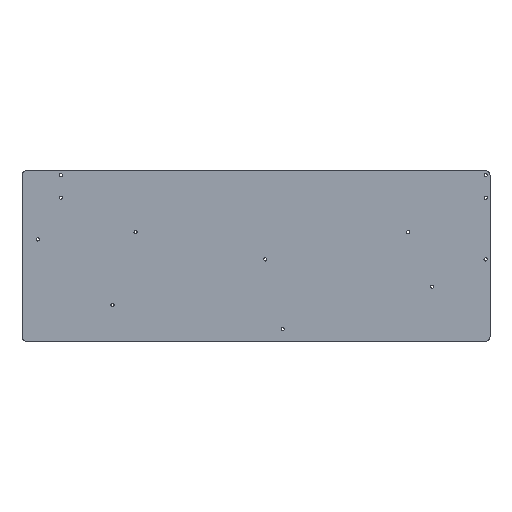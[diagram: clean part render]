
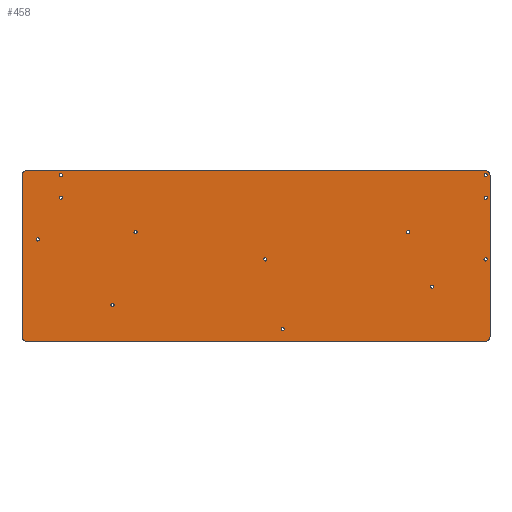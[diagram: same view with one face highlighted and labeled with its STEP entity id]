
A CAD part, top view. The second image highlights one B-rep face of the part: STEP entity #458.
In plain terms, the highlighted planar face has unit normal (0, 0, 1).
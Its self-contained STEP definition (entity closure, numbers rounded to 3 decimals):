
#27=FACE_BOUND('',#101,.T.);
#28=FACE_BOUND('',#102,.T.);
#29=FACE_BOUND('',#103,.T.);
#30=FACE_BOUND('',#104,.T.);
#31=FACE_BOUND('',#105,.T.);
#32=FACE_BOUND('',#106,.T.);
#33=FACE_BOUND('',#107,.T.);
#34=FACE_BOUND('',#108,.T.);
#35=FACE_BOUND('',#109,.T.);
#36=FACE_BOUND('',#110,.T.);
#37=FACE_BOUND('',#111,.T.);
#38=FACE_BOUND('',#112,.T.);
#44=PLANE('',#526);
#66=FACE_OUTER_BOUND('',#100,.T.);
#100=EDGE_LOOP('',(#401,#402,#403,#404,#405,#406,#407,#408));
#101=EDGE_LOOP('',(#409));
#102=EDGE_LOOP('',(#410));
#103=EDGE_LOOP('',(#411));
#104=EDGE_LOOP('',(#412));
#105=EDGE_LOOP('',(#413));
#106=EDGE_LOOP('',(#414));
#107=EDGE_LOOP('',(#415));
#108=EDGE_LOOP('',(#416));
#109=EDGE_LOOP('',(#417));
#110=EDGE_LOOP('',(#418));
#111=EDGE_LOOP('',(#419));
#112=EDGE_LOOP('',(#420));
#127=LINE('',#749,#155);
#131=LINE('',#761,#159);
#135=LINE('',#773,#163);
#139=LINE('',#784,#167);
#155=VECTOR('',#623,10.);
#159=VECTOR('',#635,10.);
#163=VECTOR('',#647,10.);
#167=VECTOR('',#659,10.);
#169=CIRCLE('',#474,1.1);
#171=CIRCLE('',#477,1.1);
#173=CIRCLE('',#480,1.1);
#175=CIRCLE('',#483,1.1);
#177=CIRCLE('',#486,1.1);
#180=CIRCLE('',#490,1.1);
#182=CIRCLE('',#493,1.1);
#184=CIRCLE('',#496,1.1);
#186=CIRCLE('',#499,1.1);
#188=CIRCLE('',#502,1.1);
#190=CIRCLE('',#505,1.1);
#192=CIRCLE('',#508,1.1);
#193=CIRCLE('',#510,3.07);
#195=CIRCLE('',#514,3.07);
#197=CIRCLE('',#518,3.07);
#199=CIRCLE('',#522,3.07);
#201=VERTEX_POINT('',#667);
#203=VERTEX_POINT('',#673);
#205=VERTEX_POINT('',#679);
#207=VERTEX_POINT('',#685);
#209=VERTEX_POINT('',#691);
#212=VERTEX_POINT('',#699);
#214=VERTEX_POINT('',#705);
#216=VERTEX_POINT('',#711);
#218=VERTEX_POINT('',#717);
#220=VERTEX_POINT('',#723);
#222=VERTEX_POINT('',#729);
#224=VERTEX_POINT('',#735);
#225=VERTEX_POINT('',#739);
#226=VERTEX_POINT('',#740);
#229=VERTEX_POINT('',#748);
#231=VERTEX_POINT('',#754);
#233=VERTEX_POINT('',#760);
#235=VERTEX_POINT('',#766);
#237=VERTEX_POINT('',#772);
#239=VERTEX_POINT('',#778);
#241=EDGE_CURVE('',#201,#201,#169,.T.);
#244=EDGE_CURVE('',#203,#203,#171,.T.);
#247=EDGE_CURVE('',#205,#205,#173,.T.);
#250=EDGE_CURVE('',#207,#207,#175,.T.);
#253=EDGE_CURVE('',#209,#209,#177,.T.);
#258=EDGE_CURVE('',#212,#212,#180,.T.);
#261=EDGE_CURVE('',#214,#214,#182,.T.);
#264=EDGE_CURVE('',#216,#216,#184,.T.);
#267=EDGE_CURVE('',#218,#218,#186,.T.);
#270=EDGE_CURVE('',#220,#220,#188,.T.);
#273=EDGE_CURVE('',#222,#222,#190,.T.);
#276=EDGE_CURVE('',#224,#224,#192,.T.);
#277=EDGE_CURVE('',#225,#226,#193,.T.);
#281=EDGE_CURVE('',#229,#225,#127,.T.);
#284=EDGE_CURVE('',#231,#229,#195,.T.);
#287=EDGE_CURVE('',#233,#231,#131,.T.);
#290=EDGE_CURVE('',#235,#233,#197,.T.);
#293=EDGE_CURVE('',#237,#235,#135,.T.);
#296=EDGE_CURVE('',#239,#237,#199,.T.);
#299=EDGE_CURVE('',#226,#239,#139,.T.);
#401=ORIENTED_EDGE('',*,*,#299,.F.);
#402=ORIENTED_EDGE('',*,*,#277,.F.);
#403=ORIENTED_EDGE('',*,*,#281,.F.);
#404=ORIENTED_EDGE('',*,*,#284,.F.);
#405=ORIENTED_EDGE('',*,*,#287,.F.);
#406=ORIENTED_EDGE('',*,*,#290,.F.);
#407=ORIENTED_EDGE('',*,*,#293,.F.);
#408=ORIENTED_EDGE('',*,*,#296,.F.);
#409=ORIENTED_EDGE('',*,*,#241,.T.);
#410=ORIENTED_EDGE('',*,*,#244,.T.);
#411=ORIENTED_EDGE('',*,*,#247,.T.);
#412=ORIENTED_EDGE('',*,*,#250,.T.);
#413=ORIENTED_EDGE('',*,*,#253,.T.);
#414=ORIENTED_EDGE('',*,*,#276,.F.);
#415=ORIENTED_EDGE('',*,*,#273,.F.);
#416=ORIENTED_EDGE('',*,*,#270,.F.);
#417=ORIENTED_EDGE('',*,*,#267,.F.);
#418=ORIENTED_EDGE('',*,*,#264,.F.);
#419=ORIENTED_EDGE('',*,*,#261,.F.);
#420=ORIENTED_EDGE('',*,*,#258,.F.);
#458=ADVANCED_FACE('',(#66,#27,#28,#29,#30,#31,#32,#33,#34,#35,#36,#37,
#38),#44,.F.);
#474=AXIS2_PLACEMENT_3D('',#668,#531,#532);
#477=AXIS2_PLACEMENT_3D('',#674,#538,#539);
#480=AXIS2_PLACEMENT_3D('',#680,#545,#546);
#483=AXIS2_PLACEMENT_3D('',#686,#552,#553);
#486=AXIS2_PLACEMENT_3D('',#692,#559,#560);
#490=AXIS2_PLACEMENT_3D('',#701,#569,#570);
#493=AXIS2_PLACEMENT_3D('',#707,#576,#577);
#496=AXIS2_PLACEMENT_3D('',#713,#583,#584);
#499=AXIS2_PLACEMENT_3D('',#719,#590,#591);
#502=AXIS2_PLACEMENT_3D('',#725,#597,#598);
#505=AXIS2_PLACEMENT_3D('',#731,#604,#605);
#508=AXIS2_PLACEMENT_3D('',#737,#611,#612);
#510=AXIS2_PLACEMENT_3D('',#741,#615,#616);
#514=AXIS2_PLACEMENT_3D('',#755,#628,#629);
#518=AXIS2_PLACEMENT_3D('',#767,#640,#641);
#522=AXIS2_PLACEMENT_3D('',#779,#652,#653);
#526=AXIS2_PLACEMENT_3D('',#787,#663,#664);
#531=DIRECTION('center_axis',(0.,0.,-1.));
#532=DIRECTION('ref_axis',(-1.,0.,0.));
#538=DIRECTION('center_axis',(0.,0.,-1.));
#539=DIRECTION('ref_axis',(-1.,0.,0.));
#545=DIRECTION('center_axis',(0.,0.,-1.));
#546=DIRECTION('ref_axis',(-1.,0.,0.));
#552=DIRECTION('center_axis',(0.,0.,-1.));
#553=DIRECTION('ref_axis',(-1.,0.,0.));
#559=DIRECTION('center_axis',(0.,0.,-1.));
#560=DIRECTION('ref_axis',(-1.,0.,0.));
#569=DIRECTION('center_axis',(0.,0.,1.));
#570=DIRECTION('ref_axis',(1.,0.,0.));
#576=DIRECTION('center_axis',(0.,0.,1.));
#577=DIRECTION('ref_axis',(1.,0.,0.));
#583=DIRECTION('center_axis',(0.,0.,1.));
#584=DIRECTION('ref_axis',(1.,0.,0.));
#590=DIRECTION('center_axis',(0.,0.,1.));
#591=DIRECTION('ref_axis',(1.,0.,0.));
#597=DIRECTION('center_axis',(0.,0.,1.));
#598=DIRECTION('ref_axis',(1.,0.,0.));
#604=DIRECTION('center_axis',(0.,0.,1.));
#605=DIRECTION('ref_axis',(1.,0.,0.));
#611=DIRECTION('center_axis',(0.,0.,1.));
#612=DIRECTION('ref_axis',(1.,0.,0.));
#615=DIRECTION('center_axis',(0.,0.,-1.));
#616=DIRECTION('ref_axis',(0.,-1.,0.));
#623=DIRECTION('',(-1.,0.,0.));
#628=DIRECTION('center_axis',(0.,0.,-1.));
#629=DIRECTION('ref_axis',(1.,0.,0.));
#635=DIRECTION('',(0.,-1.,0.));
#640=DIRECTION('center_axis',(0.,0.,-1.));
#641=DIRECTION('ref_axis',(0.,1.,0.));
#647=DIRECTION('',(1.,0.,0.));
#652=DIRECTION('center_axis',(0.,0.,-1.));
#653=DIRECTION('ref_axis',(-1.,0.,0.));
#659=DIRECTION('',(0.,1.,0.));
#663=DIRECTION('center_axis',(0.,0.,-1.));
#664=DIRECTION('ref_axis',(1.,0.,0.));
#667=CARTESIAN_POINT('',(148.946,57.151,-63.5));
#668=CARTESIAN_POINT('Origin',(147.846,57.151,-63.5));
#673=CARTESIAN_POINT('',(58.249,76.201,-63.5));
#674=CARTESIAN_POINT('Origin',(57.149,76.201,-63.5));
#679=CARTESIAN_POINT('',(248.749,76.201,-63.5));
#680=CARTESIAN_POINT('Origin',(247.649,76.201,-63.5));
#685=CARTESIAN_POINT('',(42.168,25.393,-63.5));
#686=CARTESIAN_POINT('Origin',(41.068,25.393,-63.5));
#691=CARTESIAN_POINT('',(265.517,38.1,-63.5));
#692=CARTESIAN_POINT('Origin',(264.417,38.1,-63.5));
#699=CARTESIAN_POINT('',(-12.326,71.114,-63.5));
#701=CARTESIAN_POINT('Origin',(-11.226,71.114,-63.5));
#705=CARTESIAN_POINT('',(3.9,116.118,-63.5));
#707=CARTESIAN_POINT('Origin',(5.,116.118,-63.5));
#711=CARTESIAN_POINT('',(300.7,100.25,-63.5));
#713=CARTESIAN_POINT('Origin',(301.8,100.25,-63.5));
#717=CARTESIAN_POINT('',(158.872,8.5,-63.5));
#719=CARTESIAN_POINT('Origin',(159.972,8.5,-63.5));
#723=CARTESIAN_POINT('',(300.7,116.118,-63.5));
#725=CARTESIAN_POINT('Origin',(301.8,116.118,-63.5));
#729=CARTESIAN_POINT('',(3.9,100.25,-63.5));
#731=CARTESIAN_POINT('Origin',(5.,100.25,-63.5));
#735=CARTESIAN_POINT('',(300.6,57.151,-63.5));
#737=CARTESIAN_POINT('Origin',(301.7,57.151,-63.5));
#739=CARTESIAN_POINT('',(-19.13,0.,-63.5));
#740=CARTESIAN_POINT('',(-22.2,3.07,-63.5));
#741=CARTESIAN_POINT('Origin',(-19.13,3.07,-63.5));
#748=CARTESIAN_POINT('',(301.73,0.,-63.5));
#749=CARTESIAN_POINT('',(301.73,0.,-63.5));
#754=CARTESIAN_POINT('',(304.8,3.07,-63.5));
#755=CARTESIAN_POINT('Origin',(301.73,3.07,-63.5));
#760=CARTESIAN_POINT('',(304.8,116.048,-63.5));
#761=CARTESIAN_POINT('',(304.8,116.048,-63.5));
#766=CARTESIAN_POINT('',(301.73,119.118,-63.5));
#767=CARTESIAN_POINT('Origin',(301.73,116.048,-63.5));
#772=CARTESIAN_POINT('',(-19.13,119.118,-63.5));
#773=CARTESIAN_POINT('',(-19.13,119.118,-63.5));
#778=CARTESIAN_POINT('',(-22.2,116.048,-63.5));
#779=CARTESIAN_POINT('Origin',(-19.13,116.048,-63.5));
#784=CARTESIAN_POINT('',(-22.2,3.07,-63.5));
#787=CARTESIAN_POINT('Origin',(141.3,59.559,-63.5));
